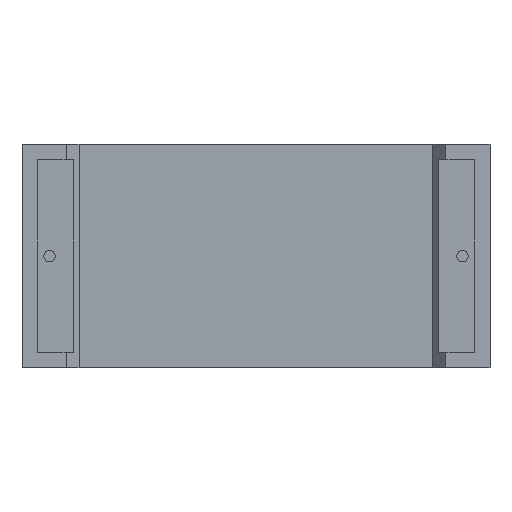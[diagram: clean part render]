
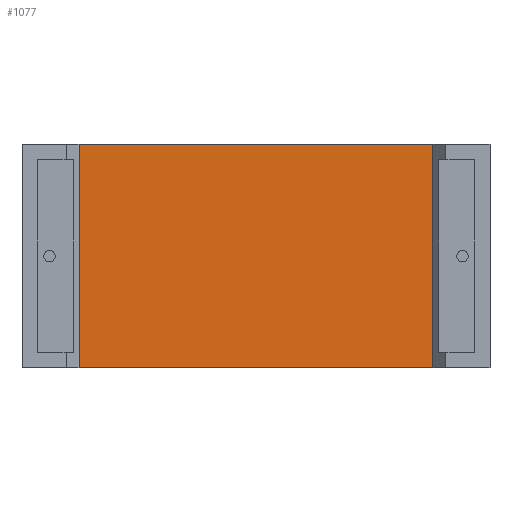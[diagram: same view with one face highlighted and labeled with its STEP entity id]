
A CAD part, front view. The second image highlights one B-rep face of the part: STEP entity #1077.
In plain terms, the highlighted planar face has unit normal (0, -1, 0).
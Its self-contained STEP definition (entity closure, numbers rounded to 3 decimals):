
#136 = FACE_OUTER_BOUND ( 'NONE', #1724, .T. ) ;
#155 = CARTESIAN_POINT ( 'NONE',  ( 5.18, 1.39, 0. ) ) ;
#181 = CARTESIAN_POINT ( 'NONE',  ( 21.25, 1.39, 0. ) ) ;
#273 = CARTESIAN_POINT ( 'NONE',  ( 37.32, 1.39, 0. ) ) ;
#300 = DIRECTION ( 'NONE',  ( 0., 1., 0. ) ) ;
#492 = CARTESIAN_POINT ( 'NONE',  ( 21.25, 1.39, 0. ) ) ;
#507 = VERTEX_POINT ( 'NONE', #1842 ) ;
#595 = PLANE ( 'NONE',  #1244 ) ;
#706 = EDGE_CURVE ( 'NONE', #1542, #507, #2755, .T. ) ;
#930 = DIRECTION ( 'NONE',  ( -1., 0., 0. ) ) ;
#1057 = ORIENTED_EDGE ( 'NONE', *, *, #706, .T. ) ;
#1077 = ADVANCED_FACE ( 'NONE', ( #136 ), #595, .F. ) ;
#1144 = EDGE_CURVE ( 'NONE', #507, #1856, #2847, .T. ) ;
#1244 = AXIS2_PLACEMENT_3D ( 'NONE', #181, #300, #1642 ) ;
#1478 = DIRECTION ( 'NONE',  ( -1., 0., 0. ) ) ;
#1542 = VERTEX_POINT ( 'NONE', #273 ) ;
#1543 = EDGE_CURVE ( 'NONE', #1542, #2454, #1883, .T. ) ;
#1642 = DIRECTION ( 'NONE',  ( -1., 0., 0. ) ) ;
#1707 = ORIENTED_EDGE ( 'NONE', *, *, #1543, .F. ) ;
#1724 = EDGE_LOOP ( 'NONE', ( #2099, #2725, #1707, #1057 ) ) ;
#1794 = VECTOR ( 'NONE', #2055, 1000. ) ;
#1795 = CARTESIAN_POINT ( 'NONE',  ( 37.32, 1.39, 0. ) ) ;
#1842 = CARTESIAN_POINT ( 'NONE',  ( 37.32, 1.39, 20.3 ) ) ;
#1856 = VERTEX_POINT ( 'NONE', #2977 ) ;
#1883 = LINE ( 'NONE', #492, #2076 ) ;
#2055 = DIRECTION ( 'NONE',  ( 0., 0., 1. ) ) ;
#2076 = VECTOR ( 'NONE', #1478, 1000. ) ;
#2099 = ORIENTED_EDGE ( 'NONE', *, *, #1144, .T. ) ;
#2124 = CARTESIAN_POINT ( 'NONE',  ( 21.25, 1.39, 20.3 ) ) ;
#2454 = VERTEX_POINT ( 'NONE', #155 ) ;
#2514 = CARTESIAN_POINT ( 'NONE',  ( 5.18, 1.39, 0. ) ) ;
#2571 = LINE ( 'NONE', #2514, #3028 ) ;
#2725 = ORIENTED_EDGE ( 'NONE', *, *, #2780, .F. ) ;
#2755 = LINE ( 'NONE', #1795, #1794 ) ;
#2763 = DIRECTION ( 'NONE',  ( 0., 0., 1. ) ) ;
#2780 = EDGE_CURVE ( 'NONE', #2454, #1856, #2571, .T. ) ;
#2847 = LINE ( 'NONE', #2124, #2930 ) ;
#2930 = VECTOR ( 'NONE', #930, 1000. ) ;
#2977 = CARTESIAN_POINT ( 'NONE',  ( 5.18, 1.39, 20.3 ) ) ;
#3028 = VECTOR ( 'NONE', #2763, 1000. ) ;
